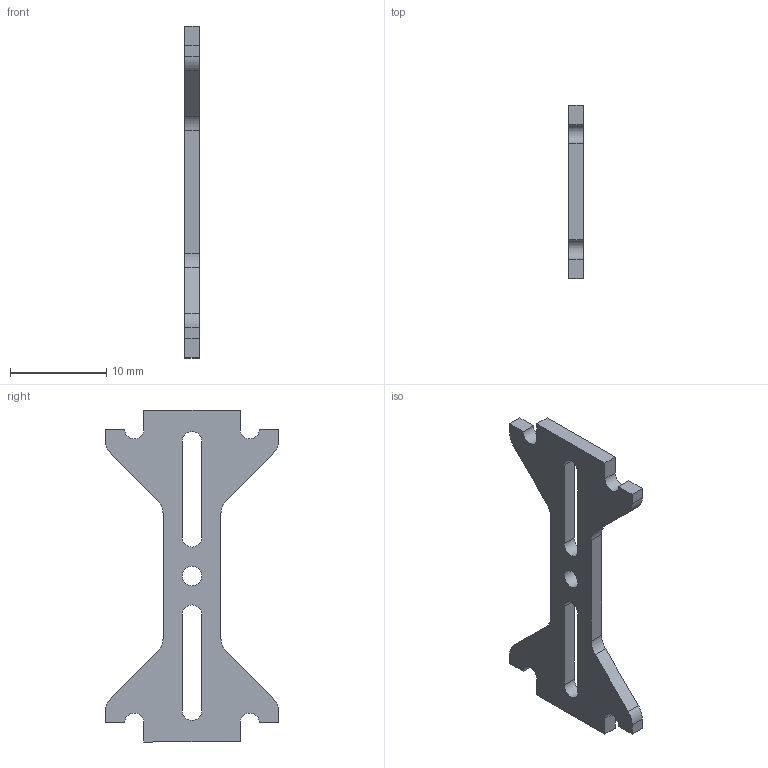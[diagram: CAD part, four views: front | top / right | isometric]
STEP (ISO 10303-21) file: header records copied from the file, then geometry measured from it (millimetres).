
FILE_DESCRIPTION(/* description */ (''),/* implementation_level */ '2;1');
FILE_NAME(/* name */ '',/* time_stamp */ '2023-12-13T23:20:45+09:00',/* author */ (''),/* organization */ (''),/* preprocessor_version */ 'ST-DEVELOPER v20',/* originating_system */ 'Autodesk Translation Framework v12.14.0.127',/* authorisation */ '');
FILE_SCHEMA (('AUTOMOTIVE_DESIGN { 1 0 10303 214 3 1 1 }'));
Length unit declared in the file: millimetre
Products named in the file (2): 足関節ホルダー; コンポーネント8
Assembly tree (1 placements, depth 2):
  足関節ホルダー
    コンポーネント8
Bounding box: 1.5 x 18 x 34.5 mm (x, y, z)
Volume: 430.9 mm3; surface area: 841.1 mm2
Topology: 1 solids, 1 shells, 43 faces, 123 edges, 82 vertices
Faces by surface type: plane 26, cylinder 17
Full cylindrical faces by diameter (mm): 2 x1
Entity records: 1483 total; most frequent: CARTESIAN_POINT 251, DIRECTION 249, ORIENTED_EDGE 246, EDGE_CURVE 123, LINE 89, VECTOR 89, VERTEX_POINT 82, AXIS2_PLACEMENT_3D 80
